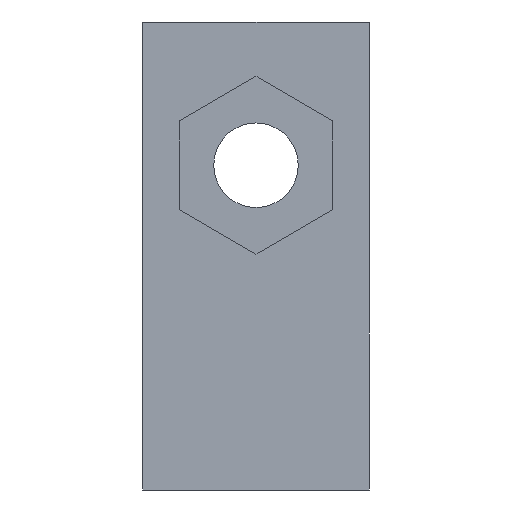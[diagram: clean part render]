
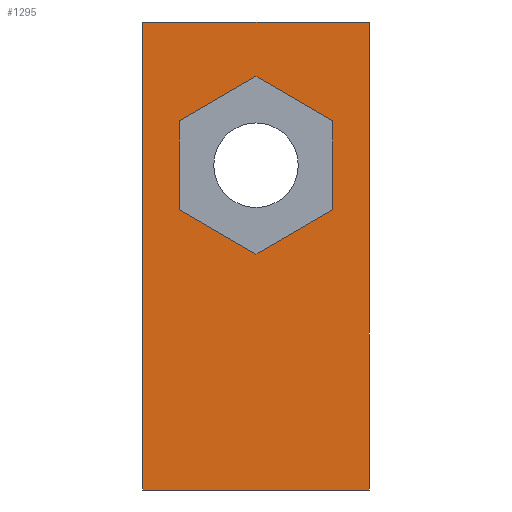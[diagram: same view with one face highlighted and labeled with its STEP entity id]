
A CAD part, front view. The second image highlights one B-rep face of the part: STEP entity #1295.
In plain terms, the highlighted planar face has unit normal (0, -1, 0).
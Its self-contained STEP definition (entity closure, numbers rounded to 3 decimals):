
#27=FACE_BOUND('',#236,.T.);
#89=PLANE('',#1390);
#157=FACE_OUTER_BOUND('',#235,.T.);
#235=EDGE_LOOP('',(#1206,#1207,#1208,#1209));
#236=EDGE_LOOP('',(#1210,#1211,#1212,#1213,#1214,#1215));
#330=LINE('',#1929,#494);
#333=LINE('',#1934,#497);
#335=LINE('',#1938,#499);
#349=LINE('',#1968,#513);
#358=LINE('',#1986,#522);
#362=LINE('',#1993,#526);
#382=LINE('',#2032,#546);
#383=LINE('',#2035,#547);
#385=LINE('',#2038,#549);
#402=LINE('',#2077,#566);
#494=VECTOR('',#1583,10.);
#497=VECTOR('',#1588,10.);
#499=VECTOR('',#1592,10.);
#513=VECTOR('',#1612,10.);
#522=VECTOR('',#1623,10.);
#526=VECTOR('',#1629,10.);
#546=VECTOR('',#1665,10.);
#547=VECTOR('',#1668,10.);
#549=VECTOR('',#1672,10.);
#566=VECTOR('',#1715,10.);
#647=VERTEX_POINT('',#1926);
#648=VERTEX_POINT('',#1928);
#649=VERTEX_POINT('',#1932);
#650=VERTEX_POINT('',#1936);
#662=VERTEX_POINT('',#1965);
#663=VERTEX_POINT('',#1967);
#670=VERTEX_POINT('',#1983);
#673=VERTEX_POINT('',#1991);
#684=VERTEX_POINT('',#2030);
#685=VERTEX_POINT('',#2034);
#796=EDGE_CURVE('',#647,#648,#330,.T.);
#799=EDGE_CURVE('',#649,#647,#333,.T.);
#801=EDGE_CURVE('',#650,#649,#335,.T.);
#815=EDGE_CURVE('',#663,#662,#349,.T.);
#824=EDGE_CURVE('',#662,#670,#358,.T.);
#828=EDGE_CURVE('',#673,#670,#362,.T.);
#848=EDGE_CURVE('',#684,#650,#382,.T.);
#849=EDGE_CURVE('',#648,#685,#383,.T.);
#851=EDGE_CURVE('',#685,#684,#385,.T.);
#870=EDGE_CURVE('',#673,#663,#402,.T.);
#1206=ORIENTED_EDGE('',*,*,#870,.T.);
#1207=ORIENTED_EDGE('',*,*,#815,.T.);
#1208=ORIENTED_EDGE('',*,*,#824,.T.);
#1209=ORIENTED_EDGE('',*,*,#828,.F.);
#1210=ORIENTED_EDGE('',*,*,#848,.F.);
#1211=ORIENTED_EDGE('',*,*,#851,.F.);
#1212=ORIENTED_EDGE('',*,*,#849,.F.);
#1213=ORIENTED_EDGE('',*,*,#796,.F.);
#1214=ORIENTED_EDGE('',*,*,#799,.F.);
#1215=ORIENTED_EDGE('',*,*,#801,.F.);
#1295=ADVANCED_FACE('',(#157,#27),#89,.F.);
#1390=AXIS2_PLACEMENT_3D('',#2076,#1713,#1714);
#1583=DIRECTION('',(0.,0.,1.));
#1588=DIRECTION('',(0.866,0.,0.5));
#1592=DIRECTION('',(0.866,0.,-0.5));
#1612=DIRECTION('',(0.,0.,1.));
#1623=DIRECTION('',(-1.,0.,0.));
#1629=DIRECTION('',(0.,0.,1.));
#1665=DIRECTION('',(0.,0.,-1.));
#1668=DIRECTION('',(-0.866,0.,0.5));
#1672=DIRECTION('',(-0.866,0.,-0.5));
#1713=DIRECTION('center_axis',(0.,1.,0.));
#1714=DIRECTION('ref_axis',(-1.,0.,0.));
#1715=DIRECTION('',(1.,0.,0.));
#1926=CARTESIAN_POINT('',(2.55,-22.65,9.283));
#1928=CARTESIAN_POINT('',(2.55,-22.65,12.228));
#1929=CARTESIAN_POINT('',(2.55,-22.65,6.114));
#1932=CARTESIAN_POINT('',(0.,-22.65,7.811));
#1934=CARTESIAN_POINT('',(0.99,-22.65,8.383));
#1936=CARTESIAN_POINT('',(-2.55,-22.65,9.283));
#1938=CARTESIAN_POINT('',(3.097,-22.65,6.023));
#1965=CARTESIAN_POINT('',(3.75,-22.65,15.5));
#1967=CARTESIAN_POINT('',(3.75,-22.65,0.));
#1968=CARTESIAN_POINT('',(3.75,-22.65,0.));
#1983=CARTESIAN_POINT('',(-3.75,-22.65,15.5));
#1986=CARTESIAN_POINT('',(3.75,-22.65,15.5));
#1991=CARTESIAN_POINT('',(-3.75,-22.65,0.));
#1993=CARTESIAN_POINT('',(-3.75,-22.65,0.));
#2030=CARTESIAN_POINT('',(-2.55,-22.65,12.228));
#2032=CARTESIAN_POINT('',(-2.55,-22.65,4.642));
#2034=CARTESIAN_POINT('',(0.,-22.65,13.7));
#2035=CARTESIAN_POINT('',(4.372,-22.65,11.176));
#2038=CARTESIAN_POINT('',(-2.835,-22.65,12.063));
#2076=CARTESIAN_POINT('Origin',(3.75,-22.65,0.));
#2077=CARTESIAN_POINT('',(-3.75,-22.65,0.));
